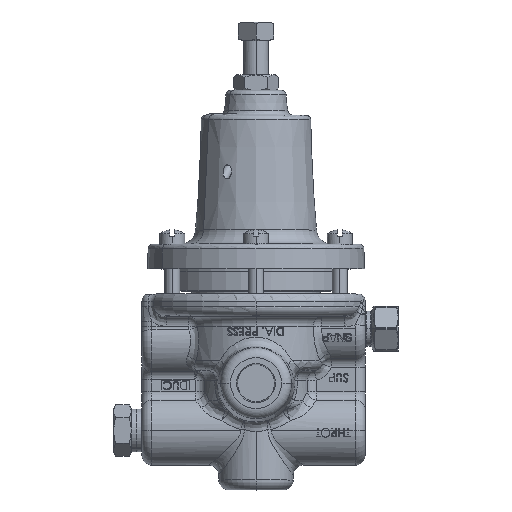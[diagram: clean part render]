
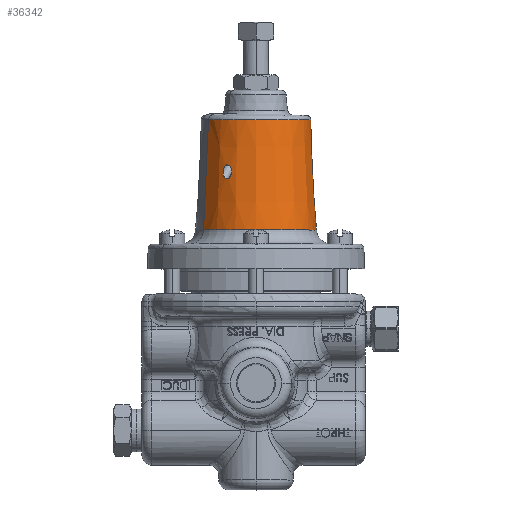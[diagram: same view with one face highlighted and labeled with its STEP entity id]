
A CAD part, top view. The second image highlights one B-rep face of the part: STEP entity #36342.
In plain terms, the highlighted conical face has half-angle 3 degrees and reference radius 19.626 mm.
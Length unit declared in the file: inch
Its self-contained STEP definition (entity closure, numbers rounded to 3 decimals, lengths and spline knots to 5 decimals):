
#360 = CARTESIAN_POINT ( 'NONE',  ( -0.40144, 1.56535, 0.60006 ) ) ;
#460 = CARTESIAN_POINT ( 'NONE',  ( 0., 0.59775, 0. ) ) ;
#1413 = VECTOR ( 'NONE', #52021, 39.37008 ) ;
#1658 = EDGE_LOOP ( 'NONE', ( #35832, #23037, #29057, #47221 ) ) ;
#1811 = CARTESIAN_POINT ( 'NONE',  ( -0.37968, 1.58908, 0.61259 ) ) ;
#2353 = CARTESIAN_POINT ( 'NONE',  ( -0.30678, 1.52038, 0.65614 ) ) ;
#2610 = CONICAL_SURFACE ( 'NONE', #24265, 0.77266, 0.052 ) ;
#3956 = VERTEX_POINT ( 'NONE', #39164 ) ;
#5255 = DIRECTION ( 'NONE',  ( 0., -1., 0. ) ) ;
#5997 = DIRECTION ( 'NONE',  ( 0., -1., 0. ) ) ;
#6343 = CARTESIAN_POINT ( 'NONE',  ( -0.31989, 1.56705, 0.64712 ) ) ;
#6608 = CARTESIAN_POINT ( 'NONE',  ( -0.30943, 1.53988, 0.65376 ) ) ;
#6882 = CARTESIAN_POINT ( 'NONE',  ( -0.3372, 1.4294, 0.64647 ) ) ;
#7253 = CARTESIAN_POINT ( 'NONE',  ( 0., 0.77544, 0. ) ) ;
#8076 = DIRECTION ( 'NONE',  ( 0., 1., 0. ) ) ;
#8187 = ORIENTED_EDGE ( 'NONE', *, *, #52515, .T. ) ;
#8520 = CARTESIAN_POINT ( 'NONE',  ( -0.41309, 1.4789, 0.59761 ) ) ;
#8615 = EDGE_CURVE ( 'NONE', #53835, #53424, #45205, .T. ) ;
#8759 = ORIENTED_EDGE ( 'NONE', *, *, #40348, .T. ) ;
#8801 = CARTESIAN_POINT ( 'NONE',  ( -0.37968, 1.58908, 0.61259 ) ) ;
#8818 = VERTEX_POINT ( 'NONE', #9505 ) ;
#8939 = EDGE_CURVE ( 'NONE', #3956, #53424, #46731, .T. ) ;
#9505 = CARTESIAN_POINT ( 'NONE',  ( -0.37968, 1.58908, 0.61259 ) ) ;
#10517 = CARTESIAN_POINT ( 'NONE',  ( -0.328, 1.5786, 0.64237 ) ) ;
#10707 = AXIS2_PLACEMENT_3D ( 'NONE', #14989, #5997, #20847 ) ;
#10800 = CARTESIAN_POINT ( 'NONE',  ( -0.35888, 1.59491, 0.62467 ) ) ;
#11314 = EDGE_CURVE ( 'NONE', #53835, #44013, #39594, .T. ) ;
#11346 = CARTESIAN_POINT ( 'NONE',  ( -0.34499, 1.4244, 0.64259 ) ) ;
#12529 = B_SPLINE_CURVE_WITH_KNOTS ( 'NONE', 3,
 ( #34757, #46647, #51984, #42125, #29998, #25488, #16439, #13020, #17267, #30553, #30273, #47198, #16710, #25227, #37898, #13308, #8520, #16994, #33937, #47763, #47475, #20955, #42965, #21809, #360, #55106, #29443, #25770, #34216, #8801 ),
 .UNSPECIFIED., .F., .F.,
 ( 4, 2, 2, 2, 2, 2, 2, 2, 2, 2, 2, 2, 2, 2, 4 ),
 ( 0.0117, 0.01208, 0.01245, 0.01283, 0.01321, 0.01359, 0.01397, 0.01435, 0.01473, 0.01549, 0.01624, 0.01662, 0.017, 0.01738, 0.01776 ),
 .UNSPECIFIED. ) ;
#13020 = CARTESIAN_POINT ( 'NONE',  ( -0.38603, 1.42559, 0.61875 ) ) ;
#13308 = CARTESIAN_POINT ( 'NONE',  ( -0.41216, 1.47414, 0.59856 ) ) ;
#14989 = CARTESIAN_POINT ( 'NONE',  ( 0., 2.16352, 0. ) ) ;
#15048 = CARTESIAN_POINT ( 'NONE',  ( -0.36329, 1.5948, 0.62212 ) ) ;
#15591 = CARTESIAN_POINT ( 'NONE',  ( -0.32508, 1.57496, 0.64407 ) ) ;
#16327 = CARTESIAN_POINT ( 'NONE',  ( 0.59808, 2.16352, -0.3453 ) ) ;
#16439 = CARTESIAN_POINT ( 'NONE',  ( -0.37855, 1.42099, 0.62363 ) ) ;
#16710 = CARTESIAN_POINT ( 'NONE',  ( -0.40481, 1.45126, 0.605 ) ) ;
#16820 = CARTESIAN_POINT ( 'NONE',  ( -0.59808, 2.16352, 0.3453 ) ) ;
#16994 = CARTESIAN_POINT ( 'NONE',  ( -0.41517, 1.4934, 0.59524 ) ) ;
#17267 = CARTESIAN_POINT ( 'NONE',  ( -0.3894, 1.42853, 0.61644 ) ) ;
#19025 = CARTESIAN_POINT ( 'NONE',  ( -0.37587, 1.59136, 0.61481 ) ) ;
#19578 = CARTESIAN_POINT ( 'NONE',  ( -0.30832, 1.49066, 0.65713 ) ) ;
#20847 = DIRECTION ( 'NONE',  ( 0.866, 0., -0.5 ) ) ;
#20955 = CARTESIAN_POINT ( 'NONE',  ( -0.40904, 1.5474, 0.59604 ) ) ;
#21419 = DIRECTION ( 'NONE',  ( 0.045, -0.999, -0.026 ) ) ;
#21809 = CARTESIAN_POINT ( 'NONE',  ( -0.40367, 1.56099, 0.59884 ) ) ;
#22257 = CARTESIAN_POINT ( 'NONE',  ( -0.34499, 1.4244, 0.64259 ) ) ;
#23037 = ORIENTED_EDGE ( 'NONE', *, *, #11314, .T. ) ;
#24265 = AXIS2_PLACEMENT_3D ( 'NONE', #460, #5255, #30656 ) ;
#25227 = CARTESIAN_POINT ( 'NONE',  ( -0.4083, 1.46013, 0.60209 ) ) ;
#25488 = CARTESIAN_POINT ( 'NONE',  ( -0.37451, 1.41937, 0.62617 ) ) ;
#25770 = CARTESIAN_POINT ( 'NONE',  ( -0.38708, 1.58388, 0.60828 ) ) ;
#26020 = AXIS2_PLACEMENT_3D ( 'NONE', #7253, #8076, #28985 ) ;
#27176 = CARTESIAN_POINT ( 'NONE',  ( 0.66108, 0.77544, -0.38168 ) ) ;
#28340 = CARTESIAN_POINT ( 'NONE',  ( -0.33068, 1.43671, 0.64937 ) ) ;
#28985 = DIRECTION ( 'NONE',  ( -0.866, 0., 0.5 ) ) ;
#29057 = ORIENTED_EDGE ( 'NONE', *, *, #30861, .T. ) ;
#29443 = CARTESIAN_POINT ( 'NONE',  ( -0.39351, 1.57718, 0.60456 ) ) ;
#29476 = LINE ( 'NONE', #43001, #1413 ) ;
#29998 = CARTESIAN_POINT ( 'NONE',  ( -0.36599, 1.41787, 0.63128 ) ) ;
#30273 = CARTESIAN_POINT ( 'NONE',  ( -0.39812, 1.43901, 0.61019 ) ) ;
#30553 = CARTESIAN_POINT ( 'NONE',  ( -0.39543, 1.43521, 0.61218 ) ) ;
#30656 = DIRECTION ( 'NONE',  ( -0.866, 0., 0.5 ) ) ;
#30861 = EDGE_CURVE ( 'NONE', #44013, #3956, #29476, .T. ) ;
#31239 = VERTEX_POINT ( 'NONE', #22257 ) ;
#32267 = CARTESIAN_POINT ( 'NONE',  ( -0.31192, 1.54949, 0.65203 ) ) ;
#32832 = CARTESIAN_POINT ( 'NONE',  ( -0.31762, 1.56275, 0.64849 ) ) ;
#33737 = B_SPLINE_CURVE_WITH_KNOTS ( 'NONE', 3,
 ( #1811, #19025, #36217, #15048, #10800, #45535, #53420, #10517, #15591, #6343, #32832, #32267, #6608, #2353, #41302, #19578, #36779, #37068, #53987, #28340, #6882, #11346 ),
 .UNSPECIFIED., .F., .F.,
 ( 4, 2, 2, 2, 2, 2, 2, 2, 2, 2, 4 ),
 ( 0.00565, 0.00602, 0.0064, 0.00716, 0.00754, 0.00791, 0.00867, 0.00943, 0.01018, 0.01094, 0.0117 ),
 .UNSPECIFIED. ) ;
#33937 = CARTESIAN_POINT ( 'NONE',  ( -0.4156, 1.50345, 0.5943 ) ) ;
#34216 = CARTESIAN_POINT ( 'NONE',  ( -0.38351, 1.5868, 0.61036 ) ) ;
#34757 = CARTESIAN_POINT ( 'NONE',  ( -0.34499, 1.4244, 0.64259 ) ) ;
#35832 = ORIENTED_EDGE ( 'NONE', *, *, #8615, .F. ) ;
#36217 = CARTESIAN_POINT ( 'NONE',  ( -0.37171, 1.59304, 0.61723 ) ) ;
#36342 = ADVANCED_FACE ( 'NONE', ( #39104, #51537 ), #2610, .T. ) ;
#36779 = CARTESIAN_POINT ( 'NONE',  ( -0.31022, 1.48094, 0.65681 ) ) ;
#37068 = CARTESIAN_POINT ( 'NONE',  ( -0.31613, 1.46216, 0.65508 ) ) ;
#37898 = CARTESIAN_POINT ( 'NONE',  ( -0.40977, 1.46477, 0.60079 ) ) ;
#38332 = CARTESIAN_POINT ( 'NONE',  ( 0.66915, 0.59775, -0.38633 ) ) ;
#39104 = FACE_OUTER_BOUND ( 'NONE', #1658, .T. ) ;
#39164 = CARTESIAN_POINT ( 'NONE',  ( -0.66108, 0.77544, 0.38168 ) ) ;
#39594 = CIRCLE ( 'NONE', #10707, 0.6906 ) ;
#40348 = EDGE_CURVE ( 'NONE', #8818, #31239, #33737, .T. ) ;
#41302 = CARTESIAN_POINT ( 'NONE',  ( -0.30659, 1.51053, 0.65679 ) ) ;
#42125 = CARTESIAN_POINT ( 'NONE',  ( -0.36162, 1.41801, 0.63378 ) ) ;
#42965 = CARTESIAN_POINT ( 'NONE',  ( -0.40745, 1.55204, 0.59683 ) ) ;
#43001 = CARTESIAN_POINT ( 'NONE',  ( -0.66915, 0.59775, 0.38633 ) ) ;
#43072 = VECTOR ( 'NONE', #21419, 39.37008 ) ;
#44013 = VERTEX_POINT ( 'NONE', #16820 ) ;
#45205 = LINE ( 'NONE', #38332, #43072 ) ;
#45330 = EDGE_LOOP ( 'NONE', ( #8187, #8759 ) ) ;
#45535 = CARTESIAN_POINT ( 'NONE',  ( -0.34605, 1.59287, 0.63205 ) ) ;
#46647 = CARTESIAN_POINT ( 'NONE',  ( -0.3489, 1.4219, 0.64064 ) ) ;
#46731 = CIRCLE ( 'NONE', #26020, 0.76335 ) ;
#47198 = CARTESIAN_POINT ( 'NONE',  ( -0.4028, 1.44702, 0.60661 ) ) ;
#47221 = ORIENTED_EDGE ( 'NONE', *, *, #8939, .T. ) ;
#47475 = CARTESIAN_POINT ( 'NONE',  ( -0.413, 1.53308, 0.59422 ) ) ;
#47763 = CARTESIAN_POINT ( 'NONE',  ( -0.41451, 1.5232, 0.5938 ) ) ;
#51537 = FACE_BOUND ( 'NONE', #45330, .T. ) ;
#51984 = CARTESIAN_POINT ( 'NONE',  ( -0.35299, 1.42006, 0.63851 ) ) ;
#52021 = DIRECTION ( 'NONE',  ( -0.045, -0.999, 0.026 ) ) ;
#52515 = EDGE_CURVE ( 'NONE', #31239, #8818, #12529, .T. ) ;
#53420 = CARTESIAN_POINT ( 'NONE',  ( -0.33793, 1.58829, 0.63666 ) ) ;
#53424 = VERTEX_POINT ( 'NONE', #27176 ) ;
#53835 = VERTEX_POINT ( 'NONE', #16327 ) ;
#53987 = CARTESIAN_POINT ( 'NONE',  ( -0.3202, 1.453, 0.65365 ) ) ;
#55106 = CARTESIAN_POINT ( 'NONE',  ( -0.39635, 1.57345, 0.60292 ) ) ;
